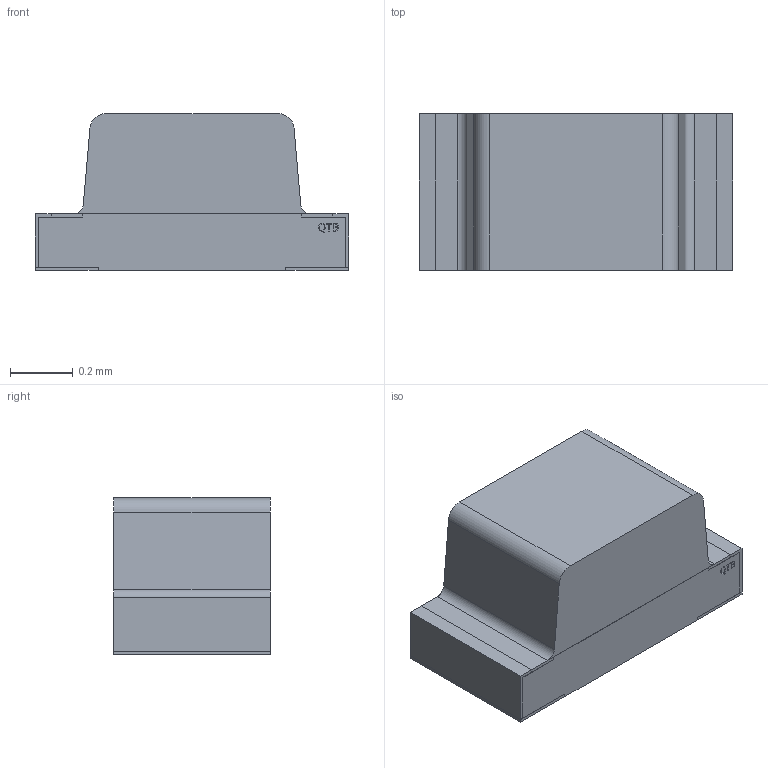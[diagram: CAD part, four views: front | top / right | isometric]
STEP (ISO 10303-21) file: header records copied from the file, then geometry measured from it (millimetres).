
FILE_DESCRIPTION(/* description */ (''),/* implementation_level */ '2;1');
FILE_NAME(/* name */ '5fab09197a99340f64e55645',/* time_stamp */ '2020-11-10T21:41:46+00:00',/* author */ (''),/* organization */ (''),/* preprocessor_version */ 'ST-DEVELOPER v16.7',/* originating_system */ $,/* authorisation */ $);
FILE_SCHEMA (('AUTOMOTIVE_DESIGN {1 0 10303 214 3 1 1}'));
Length unit declared in the file: metre
Products named in the file (9): QBLP595; Side Pad 2; Resin; Polarity Mark 1; Substrate; Side Pad 1; Bottom Pad 2; Polarity Mark 2; Bottom Pad 1
Assembly tree (8 placements, depth 2):
  QBLP595
    Side Pad 2
    Resin
    Polarity Mark 1
    Substrate
    Side Pad 1
    Bottom Pad 2
    Polarity Mark 2
    Bottom Pad 1
Bounding box: 1 x 0.5 x 0.5 mm (x, y, z)
Volume: 0.2 mm3; surface area: 4.3 mm2
Topology: 8 solids, 8 shells, 150 faces, 384 edges, 256 vertices
Faces by surface type: plane 141, cylinder 9
Entity records: 4709 total; most frequent: CARTESIAN_POINT 823, ORIENTED_EDGE 768, DIRECTION 712, EDGE_CURVE 384, LINE 358, VECTOR 358, VERTEX_POINT 256, AXIS2_PLACEMENT_3D 177
